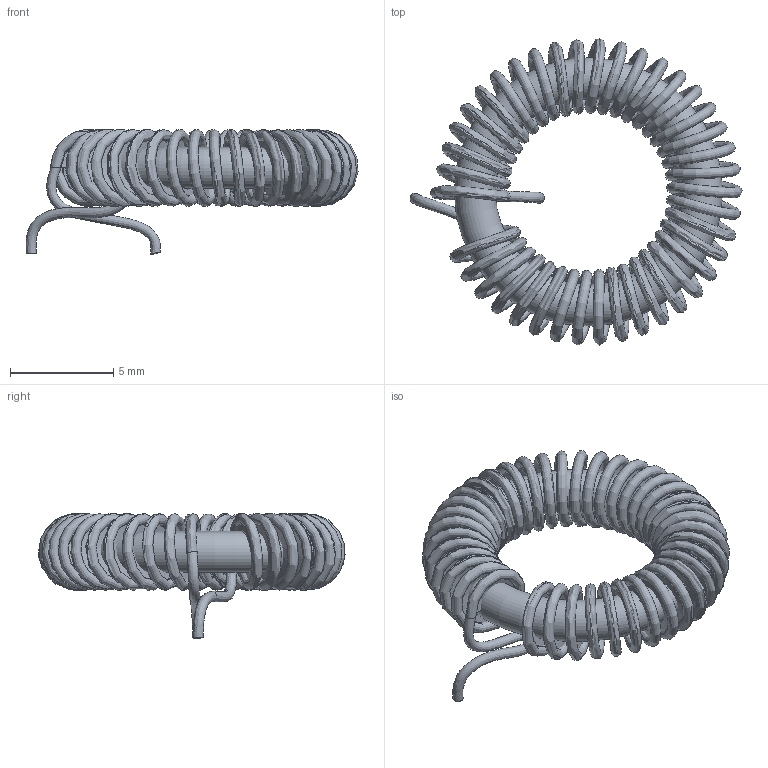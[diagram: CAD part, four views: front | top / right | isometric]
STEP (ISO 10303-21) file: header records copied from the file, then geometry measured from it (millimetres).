
FILE_DESCRIPTION(/* description */ (''),/* implementation_level */ '2;1');
FILE_NAME(/* name */ 'bobina.stp',/* time_stamp */ '2021-10-06T19:37:21-03:00',/* author */ ('Mayco'),/* organization */ (''),/* preprocessor_version */ 'ST-DEVELOPER v18.1',/* originating_system */ 'Autodesk Inventor 2021',/* authorisation */ '');
FILE_SCHEMA (('AUTOMOTIVE_DESIGN { 1 0 10303 214 3 1 1 }'));
Length unit declared in the file: millimetre
Products named in the file (1): bobina
Bounding box: 16.09 x 14.83 x 6.06 mm (x, y, z)
Volume: 185.9 mm3; surface area: 1215.4 mm2
Topology: 2 solids, 3 shells, 7 faces, 17 edges, 13 vertices
Faces by surface type: bspline 4, plane 2, torus 1
Entity records: 6799 total; most frequent: CARTESIAN_POINT 6587, ORIENTED_EDGE 30, DIRECTION 30, EDGE_CURVE 17, AXIS2_PLACEMENT_3D 14, VERTEX_POINT 13, CIRCLE 10, FACE_OUTER_BOUND 7
